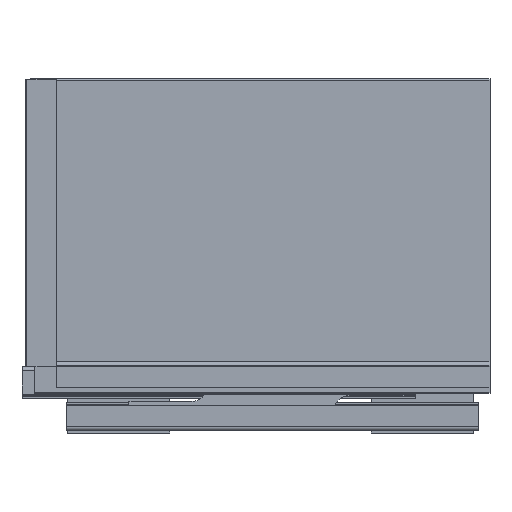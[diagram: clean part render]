
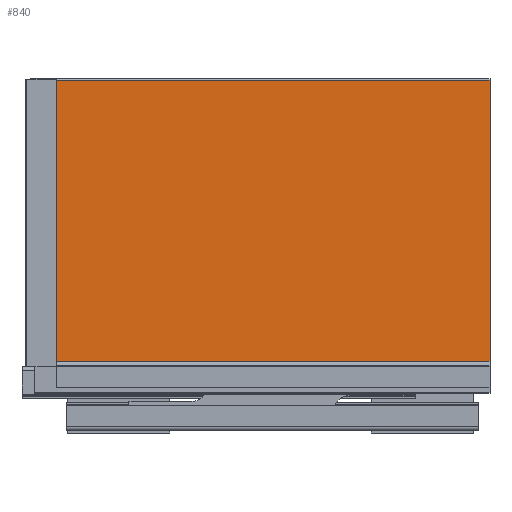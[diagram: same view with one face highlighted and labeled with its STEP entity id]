
A CAD part, top view. The second image highlights one B-rep face of the part: STEP entity #840.
In plain terms, the highlighted planar face has unit normal (0, 0, 1).
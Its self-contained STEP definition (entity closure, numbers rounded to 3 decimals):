
#189 = CARTESIAN_POINT ( 'NONE',  ( -292., 199., 14. ) ) ;
#384 = PLANE ( 'NONE',  #9461 ) ;
#437 = ORIENTED_EDGE ( 'NONE', *, *, #3690, .T. ) ;
#680 = CARTESIAN_POINT ( 'NONE',  ( 0., 199., 14. ) ) ;
#840 = ADVANCED_FACE ( 'NONE', ( #4899 ), #384, .T. ) ;
#1076 = CARTESIAN_POINT ( 'NONE',  ( -292., 199., 14. ) ) ;
#1749 = CARTESIAN_POINT ( 'NONE',  ( 0., 20.5, 14. ) ) ;
#1878 = DIRECTION ( 'NONE',  ( 0., -1., 0. ) ) ;
#1988 = VECTOR ( 'NONE', #4521, 1000. ) ;
#2307 = EDGE_LOOP ( 'NONE', ( #2728, #5136, #437, #8123 ) ) ;
#2349 = CARTESIAN_POINT ( 'NONE',  ( -275.5, 199., 14. ) ) ;
#2443 = LINE ( 'NONE', #1749, #8438 ) ;
#2728 = ORIENTED_EDGE ( 'NONE', *, *, #3192, .F. ) ;
#2838 = CARTESIAN_POINT ( 'NONE',  ( 0., 20.5, 14. ) ) ;
#2926 = LINE ( 'NONE', #680, #7865 ) ;
#3102 = EDGE_CURVE ( 'NONE', #3656, #3371, #5114, .T. ) ;
#3158 = EDGE_CURVE ( 'NONE', #8893, #3865, #2926, .T. ) ;
#3192 = EDGE_CURVE ( 'NONE', #3656, #8893, #9280, .T. ) ;
#3371 = VERTEX_POINT ( 'NONE', #9431 ) ;
#3570 = VECTOR ( 'NONE', #5808, 1000. ) ;
#3656 = VERTEX_POINT ( 'NONE', #2349 ) ;
#3690 = EDGE_CURVE ( 'NONE', #3371, #3865, #2443, .T. ) ;
#3710 = CARTESIAN_POINT ( 'NONE',  ( -275.5, 199., 14. ) ) ;
#3865 = VERTEX_POINT ( 'NONE', #2838 ) ;
#4483 = CARTESIAN_POINT ( 'NONE',  ( 0., 199., 14. ) ) ;
#4521 = DIRECTION ( 'NONE',  ( 1., 0., 0. ) ) ;
#4899 = FACE_OUTER_BOUND ( 'NONE', #2307, .T. ) ;
#5114 = LINE ( 'NONE', #3710, #3570 ) ;
#5136 = ORIENTED_EDGE ( 'NONE', *, *, #3102, .T. ) ;
#5808 = DIRECTION ( 'NONE',  ( 0., -1., 0. ) ) ;
#7153 = DIRECTION ( 'NONE',  ( 0., 0., 1. ) ) ;
#7865 = VECTOR ( 'NONE', #9623, 1000. ) ;
#8123 = ORIENTED_EDGE ( 'NONE', *, *, #3158, .F. ) ;
#8438 = VECTOR ( 'NONE', #9305, 1000. ) ;
#8893 = VERTEX_POINT ( 'NONE', #4483 ) ;
#9280 = LINE ( 'NONE', #189, #1988 ) ;
#9305 = DIRECTION ( 'NONE',  ( 1., 0., 0. ) ) ;
#9431 = CARTESIAN_POINT ( 'NONE',  ( -275.5, 20.5, 14. ) ) ;
#9461 = AXIS2_PLACEMENT_3D ( 'NONE', #1076, #7153, #1878 ) ;
#9623 = DIRECTION ( 'NONE',  ( 0., -1., 0. ) ) ;
